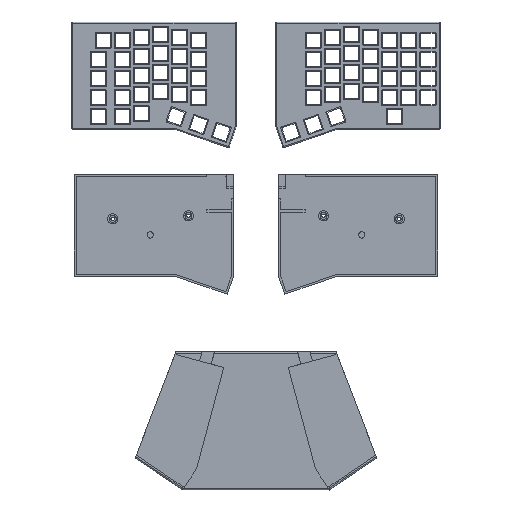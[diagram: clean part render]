
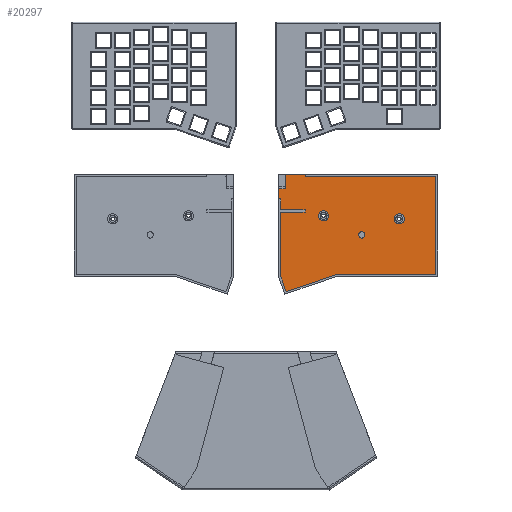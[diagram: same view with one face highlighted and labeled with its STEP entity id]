
A CAD part, top view. The second image highlights one B-rep face of the part: STEP entity #20297.
In plain terms, the highlighted planar face has unit normal (0, 0, 1).
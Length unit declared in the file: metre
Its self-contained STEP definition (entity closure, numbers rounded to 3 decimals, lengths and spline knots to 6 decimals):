
#395=CIRCLE('',#21493,0.003125);
#396=CIRCLE('',#21494,0.005);
#397=CIRCLE('',#21495,0.005);
#1091=ORIENTED_EDGE('',*,*,#7095,.F.);
#1092=ORIENTED_EDGE('',*,*,#7096,.F.);
#1093=ORIENTED_EDGE('',*,*,#7097,.F.);
#1094=ORIENTED_EDGE('',*,*,#7098,.F.);
#1095=ORIENTED_EDGE('',*,*,#7099,.T.);
#1096=ORIENTED_EDGE('',*,*,#7100,.T.);
#1097=ORIENTED_EDGE('',*,*,#7101,.T.);
#1098=ORIENTED_EDGE('',*,*,#7102,.T.);
#1099=ORIENTED_EDGE('',*,*,#7103,.T.);
#1100=ORIENTED_EDGE('',*,*,#7104,.T.);
#1101=ORIENTED_EDGE('',*,*,#7105,.T.);
#1102=ORIENTED_EDGE('',*,*,#7106,.T.);
#1103=ORIENTED_EDGE('',*,*,#7107,.T.);
#1104=ORIENTED_EDGE('',*,*,#7108,.T.);
#1105=ORIENTED_EDGE('',*,*,#7109,.F.);
#1106=ORIENTED_EDGE('',*,*,#7110,.F.);
#1107=ORIENTED_EDGE('',*,*,#7111,.F.);
#1108=ORIENTED_EDGE('',*,*,#7112,.F.);
#1109=ORIENTED_EDGE('',*,*,#7113,.F.);
#7095=EDGE_CURVE('',#10097,#10098,#12111,.T.);
#7096=EDGE_CURVE('',#10099,#10097,#12112,.T.);
#7097=EDGE_CURVE('',#10100,#10099,#12113,.T.);
#7098=EDGE_CURVE('',#10101,#10100,#12114,.T.);
#7099=EDGE_CURVE('',#10101,#10102,#12115,.T.);
#7100=EDGE_CURVE('',#10102,#10103,#12116,.T.);
#7101=EDGE_CURVE('',#10103,#10104,#12117,.T.);
#7102=EDGE_CURVE('',#10104,#10105,#12118,.T.);
#7103=EDGE_CURVE('',#10105,#10106,#12119,.T.);
#7104=EDGE_CURVE('',#10106,#10107,#12120,.T.);
#7105=EDGE_CURVE('',#10107,#10108,#12121,.T.);
#7106=EDGE_CURVE('',#10108,#10109,#12122,.T.);
#7107=EDGE_CURVE('',#10109,#10110,#12123,.T.);
#7108=EDGE_CURVE('',#10110,#10111,#12124,.T.);
#7109=EDGE_CURVE('',#10112,#10111,#12125,.T.);
#7110=EDGE_CURVE('',#10098,#10112,#12126,.T.);
#7111=EDGE_CURVE('',#10113,#10113,#395,.T.);
#7112=EDGE_CURVE('',#10114,#10114,#396,.T.);
#7113=EDGE_CURVE('',#10115,#10115,#397,.T.);
#10097=VERTEX_POINT('',#29328);
#10098=VERTEX_POINT('',#29329);
#10099=VERTEX_POINT('',#29331);
#10100=VERTEX_POINT('',#29333);
#10101=VERTEX_POINT('',#29335);
#10102=VERTEX_POINT('',#29337);
#10103=VERTEX_POINT('',#29339);
#10104=VERTEX_POINT('',#29341);
#10105=VERTEX_POINT('',#29343);
#10106=VERTEX_POINT('',#29345);
#10107=VERTEX_POINT('',#29347);
#10108=VERTEX_POINT('',#29349);
#10109=VERTEX_POINT('',#29351);
#10110=VERTEX_POINT('',#29353);
#10111=VERTEX_POINT('',#29355);
#10112=VERTEX_POINT('',#29357);
#10113=VERTEX_POINT('',#29360);
#10114=VERTEX_POINT('',#29362);
#10115=VERTEX_POINT('',#29364);
#12111=LINE('',#29327,#14407);
#12112=LINE('',#29330,#14408);
#12113=LINE('',#29332,#14409);
#12114=LINE('',#29334,#14410);
#12115=LINE('',#29336,#14411);
#12116=LINE('',#29338,#14412);
#12117=LINE('',#29340,#14413);
#12118=LINE('',#29342,#14414);
#12119=LINE('',#29344,#14415);
#12120=LINE('',#29346,#14416);
#12121=LINE('',#29348,#14417);
#12122=LINE('',#29350,#14418);
#12123=LINE('',#29352,#14419);
#12124=LINE('',#29354,#14420);
#12125=LINE('',#29356,#14421);
#12126=LINE('',#29358,#14422);
#14407=VECTOR('',#23341,1.);
#14408=VECTOR('',#23342,1.);
#14409=VECTOR('',#23343,1.);
#14410=VECTOR('',#23344,1.);
#14411=VECTOR('',#23345,1.);
#14412=VECTOR('',#23346,1.);
#14413=VECTOR('',#23347,1.);
#14414=VECTOR('',#23348,1.);
#14415=VECTOR('',#23349,1.);
#14416=VECTOR('',#23350,1.);
#14417=VECTOR('',#23351,1.);
#14418=VECTOR('',#23352,1.);
#14419=VECTOR('',#23353,1.);
#14420=VECTOR('',#23354,1.);
#14421=VECTOR('',#23355,1.);
#14422=VECTOR('',#23356,1.);
#16703=EDGE_LOOP('',(#1091,#1092,#1093,#1094,#1095,#1096,#1097,#1098,#1099,
#1100,#1101,#1102,#1103,#1104,#1105,#1106));
#16704=EDGE_LOOP('',(#1107));
#16705=EDGE_LOOP('',(#1108));
#16706=EDGE_LOOP('',(#1109));
#18115=FACE_BOUND('',#16703,.T.);
#18116=FACE_BOUND('',#16704,.T.);
#18117=FACE_BOUND('',#16705,.T.);
#18118=FACE_BOUND('',#16706,.T.);
#19527=PLANE('',#21492);
#20297=ADVANCED_FACE('',(#18115,#18116,#18117,#18118),#19527,.T.);
#21492=AXIS2_PLACEMENT_3D('',#29326,#23339,#23340);
#21493=AXIS2_PLACEMENT_3D('',#29359,#23357,#23358);
#21494=AXIS2_PLACEMENT_3D('',#29361,#23359,#23360);
#21495=AXIS2_PLACEMENT_3D('',#29363,#23361,#23362);
#23339=DIRECTION('',(0.,0.,1.));
#23340=DIRECTION('',(1.,0.,0.));
#23341=DIRECTION('',(1.,0.,0.));
#23342=DIRECTION('',(0.,1.,0.));
#23343=DIRECTION('',(1.,0.,0.));
#23344=DIRECTION('',(0.,1.,0.));
#23345=DIRECTION('',(1.,0.,0.));
#23346=DIRECTION('',(0.,-1.,0.));
#23347=DIRECTION('',(1.,0.,0.));
#23348=DIRECTION('',(0.,-1.,0.));
#23349=DIRECTION('',(-1.,0.,0.));
#23350=DIRECTION('',(0.,-1.,0.));
#23351=DIRECTION('',(0.324,-0.946,0.));
#23352=DIRECTION('',(0.946,0.324,0.));
#23353=DIRECTION('',(1.,0.,0.));
#23354=DIRECTION('',(0.,1.,0.));
#23355=DIRECTION('',(1.,0.,0.));
#23356=DIRECTION('',(0.,-1.,0.));
#23357=DIRECTION('',(0.,0.,1.));
#23358=DIRECTION('',(1.,0.,0.));
#23359=DIRECTION('',(0.,0.,1.));
#23360=DIRECTION('',(1.,0.,0.));
#23361=DIRECTION('',(0.,0.,1.));
#23362=DIRECTION('',(1.,0.,0.));
#29326=CARTESIAN_POINT('',(0.,-0.17083,0.));
#29327=CARTESIAN_POINT('',(0.115113,-0.08972,0.));
#29328=CARTESIAN_POINT('',(0.02925,-0.08972,0.));
#29329=CARTESIAN_POINT('',(0.04925,-0.08972,0.));
#29330=CARTESIAN_POINT('',(0.02925,-0.10377,0.));
#29331=CARTESIAN_POINT('',(0.02925,-0.10397,0.));
#29332=CARTESIAN_POINT('',(0.025875,-0.10397,0.));
#29333=CARTESIAN_POINT('',(0.0225,-0.10397,0.));
#29334=CARTESIAN_POINT('',(0.0225,-0.15247,0.));
#29335=CARTESIAN_POINT('',(0.0225,-0.11397,0.));
#29336=CARTESIAN_POINT('',(0.0235,-0.11397,0.));
#29337=CARTESIAN_POINT('',(0.0245,-0.11397,0.));
#29338=CARTESIAN_POINT('',(0.0245,-0.119345,0.));
#29339=CARTESIAN_POINT('',(0.0245,-0.12472,0.));
#29340=CARTESIAN_POINT('',(0.036688,-0.12472,0.));
#29341=CARTESIAN_POINT('',(0.048875,-0.12472,0.));
#29342=CARTESIAN_POINT('',(0.048875,-0.12597,0.));
#29343=CARTESIAN_POINT('',(0.048875,-0.12722,0.));
#29344=CARTESIAN_POINT('',(0.036688,-0.12722,0.));
#29345=CARTESIAN_POINT('',(0.0245,-0.12722,0.));
#29346=CARTESIAN_POINT('',(0.0245,-0.158928,0.));
#29347=CARTESIAN_POINT('',(0.0245,-0.190637,0.));
#29348=CARTESIAN_POINT('',(0.028949,-0.203612,0.));
#29349=CARTESIAN_POINT('',(0.029922,-0.20645,0.));
#29350=CARTESIAN_POINT('',(0.058251,-0.196737,0.));
#29351=CARTESIAN_POINT('',(0.080904,-0.18897,0.));
#29352=CARTESIAN_POINT('',(0.175975,-0.18897,0.));
#29353=CARTESIAN_POINT('',(0.178975,-0.18897,0.));
#29354=CARTESIAN_POINT('',(0.178975,-0.09472,0.));
#29355=CARTESIAN_POINT('',(0.178975,-0.09172,0.));
#29356=CARTESIAN_POINT('',(0.111113,-0.09172,0.));
#29357=CARTESIAN_POINT('',(0.04925,-0.09172,0.));
#29358=CARTESIAN_POINT('',(0.04925,-0.09072,0.));
#29359=CARTESIAN_POINT('',(0.1054,-0.14987,0.));
#29360=CARTESIAN_POINT('',(0.108525,-0.14987,0.));
#29361=CARTESIAN_POINT('',(0.14285,-0.13382,0.));
#29362=CARTESIAN_POINT('',(0.14785,-0.13382,0.));
#29363=CARTESIAN_POINT('',(0.0673,-0.13082,0.));
#29364=CARTESIAN_POINT('',(0.0723,-0.13082,0.));
